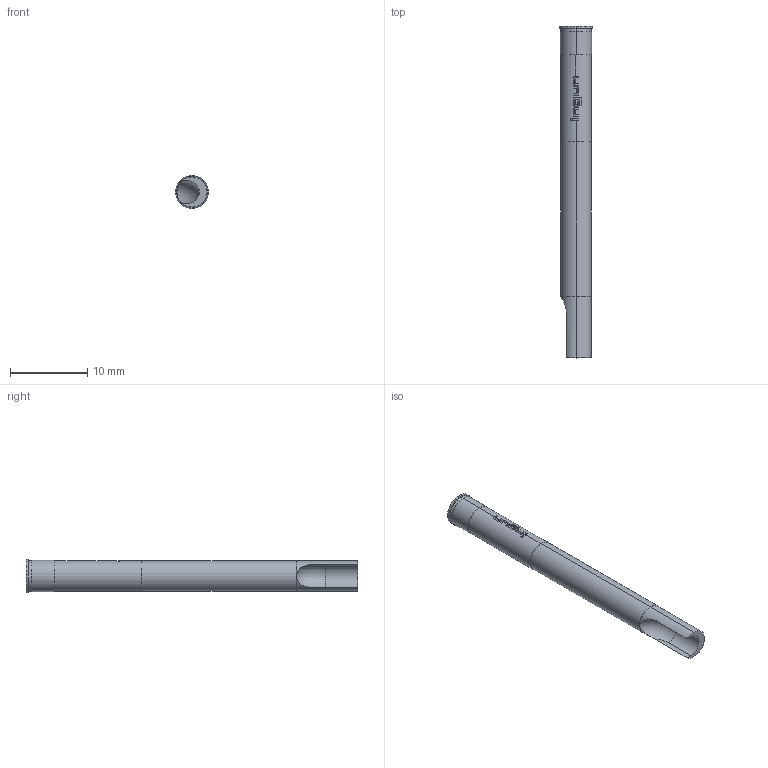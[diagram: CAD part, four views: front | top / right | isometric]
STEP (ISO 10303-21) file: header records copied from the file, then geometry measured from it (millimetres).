
FILE_DESCRIPTION (( 'STEP AP203' ), '1' );
FILE_NAME ('INGUN_KS-150_30_M3-R.STEP', '2021-10-11T12:33:31', ( 'ochi' ), ( '' ), 'SwSTEP 2.0', 'SolidWorks 2018', '' );
FILE_SCHEMA (( 'CONFIG_CONTROL_DESIGN' ));
Length unit declared in the file: millimetre
Products named in the file (1): INGUN_KS-150_30_M3-R
Bounding box: 4.3 x 43 x 4.3 mm (x, y, z)
Volume: 484.4 mm3; surface area: 578.7 mm2
Topology: 1 solids, 1 shells, 95 faces, 261 edges, 174 vertices
Faces by surface type: bspline 62, cylinder 23, plane 9, torus 1
Entity records: 4394 total; most frequent: CARTESIAN_POINT 2460, ORIENTED_EDGE 522, EDGE_CURVE 261, B_SPLINE_CURVE_WITH_KNOTS 205, VERTEX_POINT 174, DIRECTION 153, EDGE_LOOP 101, ADVANCED_FACE 95
